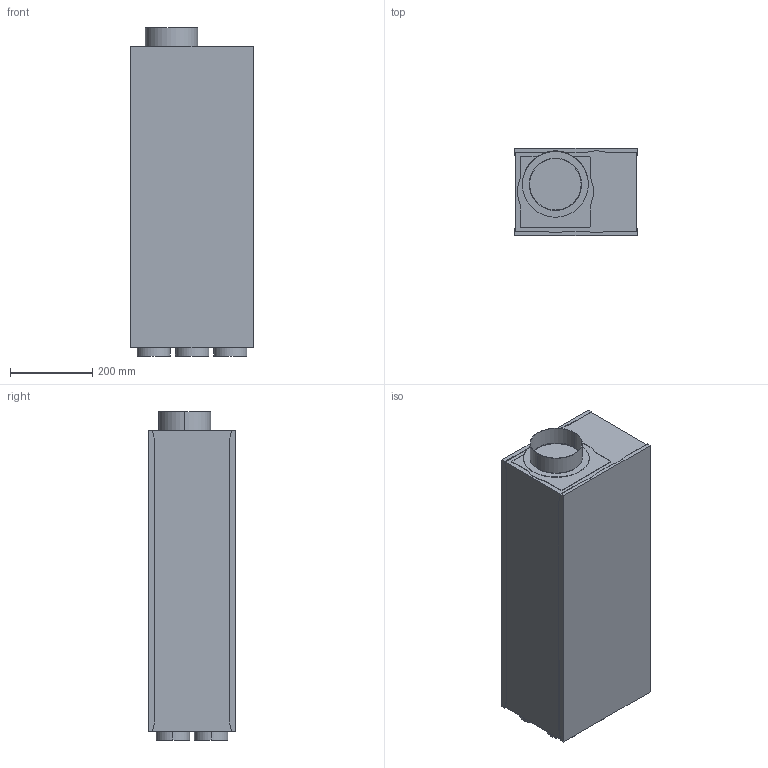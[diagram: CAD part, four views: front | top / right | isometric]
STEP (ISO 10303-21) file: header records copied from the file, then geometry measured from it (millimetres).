
FILE_DESCRIPTION (( 'STEP AP214' ), '1' );
FILE_NAME ('0092.0609 SDV 125-12-75 Schalldämmverteiler Daten für Internet.STEP', '2023-04-13T11:46:49', ( '' ), ( '' ), 'SwSTEP 2.0', 'SolidWorks 2021', '' );
FILE_SCHEMA (( 'AUTOMOTIVE_DESIGN' ));
Length unit declared in the file: millimetre
Products named in the file (1): 0092.0609 SDV 125-12-75 Schalldämmverteiler Daten für Internet
Bounding box: 298 x 212 x 797.5 mm (x, y, z)
Volume: 44821522 mm3; surface area: 1032372.4 mm2
Topology: 1 solids, 1 shells, 112 faces, 274 edges, 180 vertices
Faces by surface type: plane 72, cylinder 40
Entity records: 3726 total; most frequent: DIRECTION 582, CARTESIAN_POINT 567, ORIENTED_EDGE 548, EDGE_CURVE 274, AXIS2_PLACEMENT_3D 195, VECTOR 192, LINE 192, VERTEX_POINT 180
